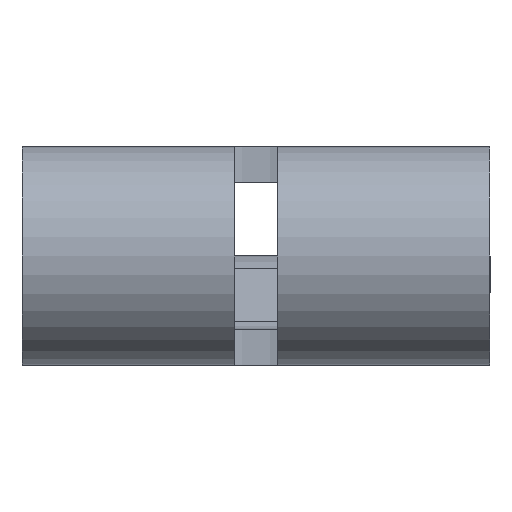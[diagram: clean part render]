
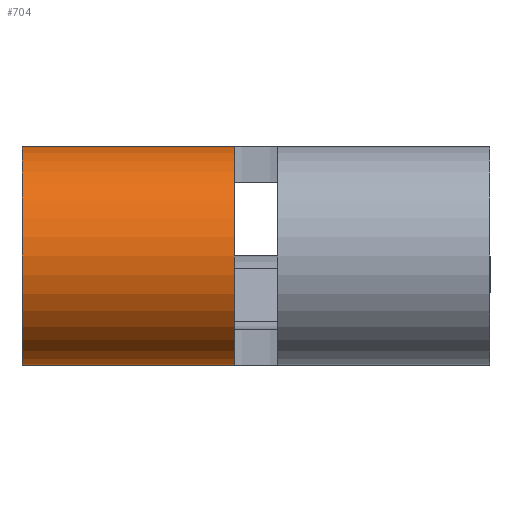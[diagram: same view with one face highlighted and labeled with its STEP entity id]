
A CAD part, left-side view. The second image highlights one B-rep face of the part: STEP entity #704.
In plain terms, the highlighted cylindrical face has radius 7.5 mm (diameter 15 mm), a partial arc.
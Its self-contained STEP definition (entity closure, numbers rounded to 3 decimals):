
#1 = CIRCLE ( 'NONE', #1240, 7.5 ) ;
#23 = VERTEX_POINT ( 'NONE', #591 ) ;
#36 = CARTESIAN_POINT ( 'NONE',  ( 0., 16., 0. ) ) ;
#39 = VECTOR ( 'NONE', #749, 1000. ) ;
#59 = CIRCLE ( 'NONE', #801, 7.5 ) ;
#91 = CARTESIAN_POINT ( 'NONE',  ( 0., 16., 7.5 ) ) ;
#114 = DIRECTION ( 'NONE',  ( 0., -1., 0. ) ) ;
#126 = CARTESIAN_POINT ( 'NONE',  ( 0., 1.5, -7.5 ) ) ;
#135 = EDGE_CURVE ( 'NONE', #23, #560, #1, .T. ) ;
#138 = AXIS2_PLACEMENT_3D ( 'NONE', #36, #114, #794 ) ;
#145 = ORIENTED_EDGE ( 'NONE', *, *, #448, .F. ) ;
#163 = CARTESIAN_POINT ( 'NONE',  ( 0., 16., 7.5 ) ) ;
#209 = FACE_OUTER_BOUND ( 'NONE', #851, .T. ) ;
#267 = ORIENTED_EDGE ( 'NONE', *, *, #135, .F. ) ;
#310 = EDGE_CURVE ( 'NONE', #560, #828, #446, .T. ) ;
#340 = CARTESIAN_POINT ( 'NONE',  ( 0., 1.5, 0. ) ) ;
#446 = LINE ( 'NONE', #163, #39 ) ;
#448 = EDGE_CURVE ( 'NONE', #828, #1016, #59, .T. ) ;
#492 = DIRECTION ( 'NONE',  ( 0., 0., 1. ) ) ;
#511 = CYLINDRICAL_SURFACE ( 'NONE', #138, 7.5 ) ;
#560 = VERTEX_POINT ( 'NONE', #91 ) ;
#591 = CARTESIAN_POINT ( 'NONE',  ( 0., 16., -7.5 ) ) ;
#629 = VECTOR ( 'NONE', #1141, 1000. ) ;
#652 = ORIENTED_EDGE ( 'NONE', *, *, #310, .F. ) ;
#678 = ORIENTED_EDGE ( 'NONE', *, *, #931, .T. ) ;
#704 = ADVANCED_FACE ( 'NONE', ( #209 ), #511, .T. ) ;
#732 = DIRECTION ( 'NONE',  ( 0., -1., 0. ) ) ;
#749 = DIRECTION ( 'NONE',  ( 0., -1., 0. ) ) ;
#753 = CARTESIAN_POINT ( 'NONE',  ( 0., 16., -7.5 ) ) ;
#770 = DIRECTION ( 'NONE',  ( 1., 0., 0. ) ) ;
#794 = DIRECTION ( 'NONE',  ( 0., 0., -1. ) ) ;
#801 = AXIS2_PLACEMENT_3D ( 'NONE', #340, #732, #770 ) ;
#828 = VERTEX_POINT ( 'NONE', #1192 ) ;
#851 = EDGE_LOOP ( 'NONE', ( #145, #652, #267, #678 ) ) ;
#931 = EDGE_CURVE ( 'NONE', #23, #1016, #1148, .T. ) ;
#1016 = VERTEX_POINT ( 'NONE', #126 ) ;
#1063 = CARTESIAN_POINT ( 'NONE',  ( 0., 16., 0. ) ) ;
#1141 = DIRECTION ( 'NONE',  ( 0., -1., 0. ) ) ;
#1143 = DIRECTION ( 'NONE',  ( 0., 1., 0. ) ) ;
#1148 = LINE ( 'NONE', #753, #629 ) ;
#1192 = CARTESIAN_POINT ( 'NONE',  ( 0., 1.5, 7.5 ) ) ;
#1240 = AXIS2_PLACEMENT_3D ( 'NONE', #1063, #1143, #492 ) ;
